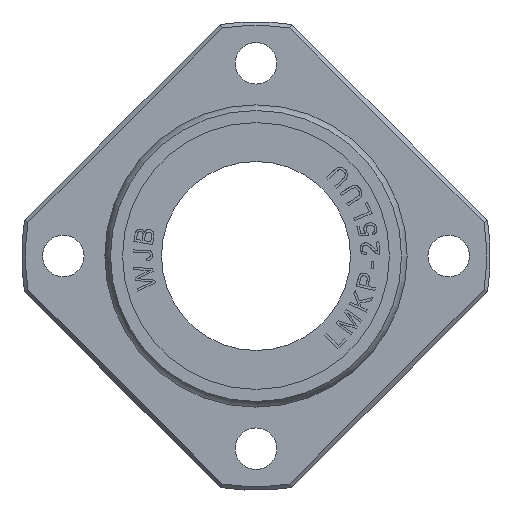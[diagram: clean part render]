
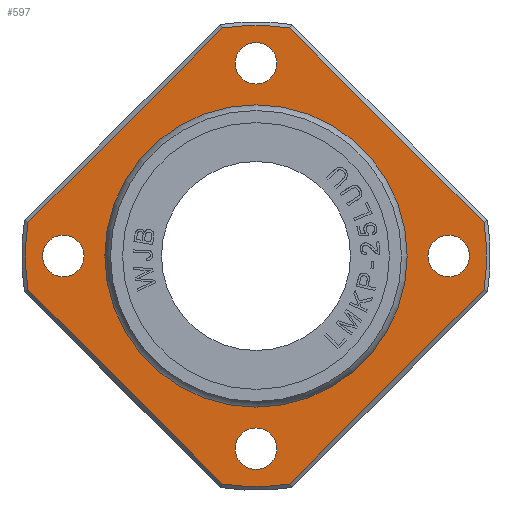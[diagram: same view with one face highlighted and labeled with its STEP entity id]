
A CAD part, left-side view. The second image highlights one B-rep face of the part: STEP entity #597.
In plain terms, the highlighted planar face has unit normal (-1, 0, 0).
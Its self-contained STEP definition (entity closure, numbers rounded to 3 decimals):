
#597=ADVANCED_FACE('',(#1884,#1885,#1886,#1887,#1888,#1889),#1002,.T.);
#1002=PLANE('',#7467);
#1302=CIRCLE('',#7443,30.5);
#1303=CIRCLE('',#7445,30.5);
#1305=CIRCLE('',#7448,30.5);
#1307=CIRCLE('',#7451,30.5);
#1313=CIRCLE('',#7462,19.564);
#1314=CIRCLE('',#7463,2.75);
#1315=CIRCLE('',#7464,2.75);
#1316=CIRCLE('',#7465,2.75);
#1317=CIRCLE('',#7466,2.75);
#1459=B_SPLINE_CURVE_WITH_KNOTS('',3,(#11119,#11120,#11121,#11122),.UNSPECIFIED.,
 .F.,.F.,(4,4),(0.,1.),.UNSPECIFIED.);
#1460=B_SPLINE_CURVE_WITH_KNOTS('',3,(#11123,#11124,#11125,#11126),.UNSPECIFIED.,
 .F.,.F.,(4,4),(0.,1.),.UNSPECIFIED.);
#1461=B_SPLINE_CURVE_WITH_KNOTS('',3,(#11127,#11128,#11129,#11130),.UNSPECIFIED.,
 .F.,.F.,(4,4),(0.,1.),.UNSPECIFIED.);
#1462=B_SPLINE_CURVE_WITH_KNOTS('',3,(#11131,#11132,#11133,#11134),.UNSPECIFIED.,
 .F.,.F.,(4,4),(0.,1.),.UNSPECIFIED.);
#1884=FACE_BOUND('',#2008,.T.);
#1885=FACE_BOUND('',#2009,.T.);
#1886=FACE_BOUND('',#2010,.T.);
#1887=FACE_BOUND('',#2011,.T.);
#1888=FACE_BOUND('',#2012,.T.);
#1889=FACE_BOUND('',#2013,.T.);
#2008=EDGE_LOOP('',(#2778));
#2009=EDGE_LOOP('',(#2779));
#2010=EDGE_LOOP('',(#2780));
#2011=EDGE_LOOP('',(#2781));
#2012=EDGE_LOOP('',(#2782));
#2013=EDGE_LOOP('',(#2783,#2784,#2785,#2786,#2787,#2788,#2789,#2790));
#2778=ORIENTED_EDGE('',*,*,#5528,.F.);
#2779=ORIENTED_EDGE('',*,*,#5529,.T.);
#2780=ORIENTED_EDGE('',*,*,#5530,.T.);
#2781=ORIENTED_EDGE('',*,*,#5531,.T.);
#2782=ORIENTED_EDGE('',*,*,#5532,.T.);
#2783=ORIENTED_EDGE('',*,*,#5502,.F.);
#2784=ORIENTED_EDGE('',*,*,#5533,.F.);
#2785=ORIENTED_EDGE('',*,*,#5504,.F.);
#2786=ORIENTED_EDGE('',*,*,#5534,.F.);
#2787=ORIENTED_EDGE('',*,*,#5513,.F.);
#2788=ORIENTED_EDGE('',*,*,#5535,.F.);
#2789=ORIENTED_EDGE('',*,*,#5508,.F.);
#2790=ORIENTED_EDGE('',*,*,#5536,.F.);
#4810=VERTEX_POINT('',#11020);
#4811=VERTEX_POINT('',#11022);
#4812=VERTEX_POINT('',#11029);
#4813=VERTEX_POINT('',#11030);
#4816=VERTEX_POINT('',#11044);
#4817=VERTEX_POINT('',#11045);
#4820=VERTEX_POINT('',#11062);
#4822=VERTEX_POINT('',#11065);
#4832=VERTEX_POINT('',#11110);
#4833=VERTEX_POINT('',#11112);
#4834=VERTEX_POINT('',#11114);
#4835=VERTEX_POINT('',#11116);
#4836=VERTEX_POINT('',#11118);
#5502=EDGE_CURVE('',#4810,#4811,#1302,.T.);
#5504=EDGE_CURVE('',#4812,#4813,#1303,.T.);
#5508=EDGE_CURVE('',#4816,#4817,#1305,.T.);
#5513=EDGE_CURVE('',#4820,#4822,#1307,.T.);
#5528=EDGE_CURVE('',#4832,#4832,#1313,.T.);
#5529=EDGE_CURVE('',#4833,#4833,#1314,.T.);
#5530=EDGE_CURVE('',#4834,#4834,#1315,.T.);
#5531=EDGE_CURVE('',#4835,#4835,#1316,.T.);
#5532=EDGE_CURVE('',#4836,#4836,#1317,.T.);
#5533=EDGE_CURVE('',#4813,#4810,#1459,.T.);
#5534=EDGE_CURVE('',#4822,#4812,#1460,.T.);
#5535=EDGE_CURVE('',#4817,#4820,#1461,.T.);
#5536=EDGE_CURVE('',#4811,#4816,#1462,.T.);
#7443=AXIS2_PLACEMENT_3D('',#11021,#8109,#8110);
#7445=AXIS2_PLACEMENT_3D('',#11028,#8113,#8114);
#7448=AXIS2_PLACEMENT_3D('',#11043,#8119,#8120);
#7451=AXIS2_PLACEMENT_3D('',#11064,#8125,#8126);
#7462=AXIS2_PLACEMENT_3D('',#11109,#8151,#8152);
#7463=AXIS2_PLACEMENT_3D('',#11111,#8153,#8154);
#7464=AXIS2_PLACEMENT_3D('',#11113,#8155,#8156);
#7465=AXIS2_PLACEMENT_3D('',#11115,#8157,#8158);
#7466=AXIS2_PLACEMENT_3D('',#11117,#8159,#8160);
#7467=AXIS2_PLACEMENT_3D('',#11135,#8161,#8162);
#8109=DIRECTION('',(1.,0.,0.));
#8110=DIRECTION('',(0.,0.,-1.));
#8113=DIRECTION('',(1.,0.,0.));
#8114=DIRECTION('',(0.,0.,-1.));
#8119=DIRECTION('',(1.,0.,0.));
#8120=DIRECTION('',(0.,0.,-1.));
#8125=DIRECTION('',(1.,0.,0.));
#8126=DIRECTION('',(0.,0.,-1.));
#8151=DIRECTION('',(-1.,0.,0.));
#8152=DIRECTION('',(0.,0.,1.));
#8153=DIRECTION('',(1.,0.,0.));
#8154=DIRECTION('',(0.,1.,0.));
#8155=DIRECTION('',(1.,0.,0.));
#8156=DIRECTION('',(0.,1.,0.));
#8157=DIRECTION('',(1.,0.,0.));
#8158=DIRECTION('',(0.,1.,0.));
#8159=DIRECTION('',(1.,0.,0.));
#8160=DIRECTION('',(0.,1.,0.));
#8161=DIRECTION('',(-1.,0.,0.));
#8162=DIRECTION('',(0.,0.,1.));
#11020=CARTESIAN_POINT('',(8.,-30.169,4.479));
#11021=CARTESIAN_POINT('',(8.,0.,0.));
#11022=CARTESIAN_POINT('',(8.,-30.169,-4.479));
#11028=CARTESIAN_POINT('',(8.,0.,0.));
#11029=CARTESIAN_POINT('',(8.,4.479,30.169));
#11030=CARTESIAN_POINT('',(8.,-4.479,30.169));
#11043=CARTESIAN_POINT('',(8.,0.,0.));
#11044=CARTESIAN_POINT('',(8.,-4.479,-30.169));
#11045=CARTESIAN_POINT('',(8.,4.479,-30.169));
#11062=CARTESIAN_POINT('',(8.,30.169,-4.479));
#11064=CARTESIAN_POINT('',(8.,0.,0.));
#11065=CARTESIAN_POINT('',(8.,30.169,4.479));
#11109=CARTESIAN_POINT('',(8.,0.,0.));
#11110=CARTESIAN_POINT('',(8.,0.,19.564));
#11111=CARTESIAN_POINT('',(8.,25.5,0.));
#11112=CARTESIAN_POINT('',(8.,22.75,0.));
#11113=CARTESIAN_POINT('',(8.,-25.5,0.));
#11114=CARTESIAN_POINT('',(8.,-28.25,0.));
#11115=CARTESIAN_POINT('',(8.,0.,25.5));
#11116=CARTESIAN_POINT('',(8.,-2.75,25.5));
#11117=CARTESIAN_POINT('',(8.,0.,-25.5));
#11118=CARTESIAN_POINT('',(8.,-2.75,-25.5));
#11119=CARTESIAN_POINT('',(8.,-4.479,30.169));
#11120=CARTESIAN_POINT('',(8.,-13.042,21.606));
#11121=CARTESIAN_POINT('',(8.,-21.606,13.042));
#11122=CARTESIAN_POINT('',(8.,-30.169,4.479));
#11123=CARTESIAN_POINT('',(8.,30.169,4.479));
#11124=CARTESIAN_POINT('',(8.,21.606,13.042));
#11125=CARTESIAN_POINT('',(8.,13.042,21.606));
#11126=CARTESIAN_POINT('',(8.,4.479,30.169));
#11127=CARTESIAN_POINT('',(8.,4.479,-30.169));
#11128=CARTESIAN_POINT('',(8.,13.042,-21.606));
#11129=CARTESIAN_POINT('',(8.,21.606,-13.042));
#11130=CARTESIAN_POINT('',(8.,30.169,-4.479));
#11131=CARTESIAN_POINT('',(8.,-30.169,-4.479));
#11132=CARTESIAN_POINT('',(8.,-21.606,-13.042));
#11133=CARTESIAN_POINT('',(8.,-13.042,-21.606));
#11134=CARTESIAN_POINT('',(8.,-4.479,-30.169));
#11135=CARTESIAN_POINT('',(8.,0.,25.282));
